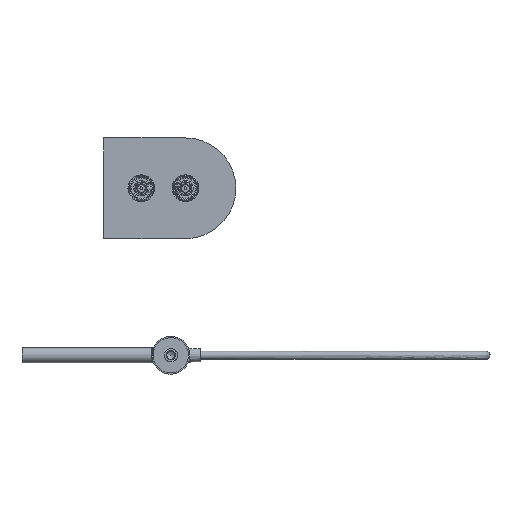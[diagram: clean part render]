
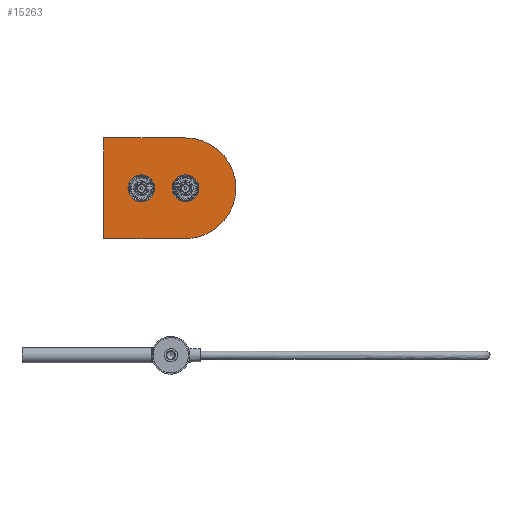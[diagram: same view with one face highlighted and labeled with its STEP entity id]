
A CAD part, left-side view. The second image highlights one B-rep face of the part: STEP entity #15263.
In plain terms, the highlighted planar face has unit normal (-1, 0, 0).
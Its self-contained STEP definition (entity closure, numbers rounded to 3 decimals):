
#26 = EDGE_CURVE ( 'NONE', #13634, #7444, #13692, .T. ) ;
#276 = FACE_BOUND ( 'NONE', #11025, .T. ) ;
#978 = VERTEX_POINT ( 'NONE', #15382 ) ;
#1302 = CARTESIAN_POINT ( 'NONE',  ( 0., -70., 0. ) ) ;
#1587 = ORIENTED_EDGE ( 'NONE', *, *, #20651, .T. ) ;
#2260 = CIRCLE ( 'NONE', #8084, 21.25 ) ;
#2827 = CARTESIAN_POINT ( 'NONE',  ( 0., 0., 21.25 ) ) ;
#4462 = CARTESIAN_POINT ( 'NONE',  ( 0., -70., 80. ) ) ;
#4584 = EDGE_CURVE ( 'NONE', #7444, #10704, #16574, .T. ) ;
#5571 = CARTESIAN_POINT ( 'NONE',  ( 0., -70., 0. ) ) ;
#6586 = VERTEX_POINT ( 'NONE', #2827 ) ;
#6964 = CIRCLE ( 'NONE', #21668, 80. ) ;
#7444 = VERTEX_POINT ( 'NONE', #12918 ) ;
#7494 = DIRECTION ( 'NONE',  ( 0., 0., 1. ) ) ;
#8084 = AXIS2_PLACEMENT_3D ( 'NONE', #5571, #18540, #18184 ) ;
#8227 = VECTOR ( 'NONE', #19267, 1000. ) ;
#9256 = DIRECTION ( 'NONE',  ( -1., 0., 0. ) ) ;
#9483 = DIRECTION ( 'NONE',  ( 0., 0., 1. ) ) ;
#10271 = ORIENTED_EDGE ( 'NONE', *, *, #15713, .F. ) ;
#10704 = VERTEX_POINT ( 'NONE', #22824 ) ;
#11025 = EDGE_LOOP ( 'NONE', ( #12841 ) ) ;
#12255 = DIRECTION ( 'NONE',  ( 0., -1., 0. ) ) ;
#12683 = AXIS2_PLACEMENT_3D ( 'NONE', #22160, #14515, #7494 ) ;
#12771 = FACE_BOUND ( 'NONE', #23192, .T. ) ;
#12841 = ORIENTED_EDGE ( 'NONE', *, *, #23815, .F. ) ;
#12918 = CARTESIAN_POINT ( 'NONE',  ( 0., 60., 80. ) ) ;
#13634 = VERTEX_POINT ( 'NONE', #16199 ) ;
#13692 = LINE ( 'NONE', #4462, #8227 ) ;
#14486 = ORIENTED_EDGE ( 'NONE', *, *, #14758, .T. ) ;
#14515 = DIRECTION ( 'NONE',  ( -1., 0., 0. ) ) ;
#14758 = EDGE_CURVE ( 'NONE', #978, #13634, #6964, .T. ) ;
#15163 = VECTOR ( 'NONE', #16804, 1000. ) ;
#15263 = ADVANCED_FACE ( 'NONE', ( #12771, #276, #18693 ), #18571, .T. ) ;
#15382 = CARTESIAN_POINT ( 'NONE',  ( 0., -70., -80. ) ) ;
#15713 = EDGE_CURVE ( 'NONE', #22950, #22950, #2260, .T. ) ;
#16080 = DIRECTION ( 'NONE',  ( 0., 0., 1. ) ) ;
#16125 = LINE ( 'NONE', #21456, #21210 ) ;
#16198 = AXIS2_PLACEMENT_3D ( 'NONE', #18329, #9256, #9483 ) ;
#16199 = CARTESIAN_POINT ( 'NONE',  ( 0., -70., 80. ) ) ;
#16574 = LINE ( 'NONE', #20449, #15163 ) ;
#16749 = EDGE_LOOP ( 'NONE', ( #23526, #22745, #1587, #14486 ) ) ;
#16804 = DIRECTION ( 'NONE',  ( 0., 0., -1. ) ) ;
#17236 = CARTESIAN_POINT ( 'NONE',  ( 0., -70., 21.25 ) ) ;
#18184 = DIRECTION ( 'NONE',  ( 0., 0., 1. ) ) ;
#18329 = CARTESIAN_POINT ( 'NONE',  ( 0., -70., 0. ) ) ;
#18540 = DIRECTION ( 'NONE',  ( -1., 0., 0. ) ) ;
#18571 = PLANE ( 'NONE',  #16198 ) ;
#18693 = FACE_OUTER_BOUND ( 'NONE', #16749, .T. ) ;
#19267 = DIRECTION ( 'NONE',  ( 0., 1., 0. ) ) ;
#20449 = CARTESIAN_POINT ( 'NONE',  ( 0., 60., 80. ) ) ;
#20651 = EDGE_CURVE ( 'NONE', #10704, #978, #16125, .T. ) ;
#21210 = VECTOR ( 'NONE', #12255, 1000. ) ;
#21456 = CARTESIAN_POINT ( 'NONE',  ( 0., 60., -80. ) ) ;
#21668 = AXIS2_PLACEMENT_3D ( 'NONE', #1302, #21770, #16080 ) ;
#21770 = DIRECTION ( 'NONE',  ( -1., 0., 0. ) ) ;
#22160 = CARTESIAN_POINT ( 'NONE',  ( 0., 0., 0. ) ) ;
#22745 = ORIENTED_EDGE ( 'NONE', *, *, #4584, .T. ) ;
#22824 = CARTESIAN_POINT ( 'NONE',  ( 0., 60., -80. ) ) ;
#22950 = VERTEX_POINT ( 'NONE', #17236 ) ;
#23146 = CIRCLE ( 'NONE', #12683, 21.25 ) ;
#23192 = EDGE_LOOP ( 'NONE', ( #10271 ) ) ;
#23526 = ORIENTED_EDGE ( 'NONE', *, *, #26, .T. ) ;
#23815 = EDGE_CURVE ( 'NONE', #6586, #6586, #23146, .T. ) ;
